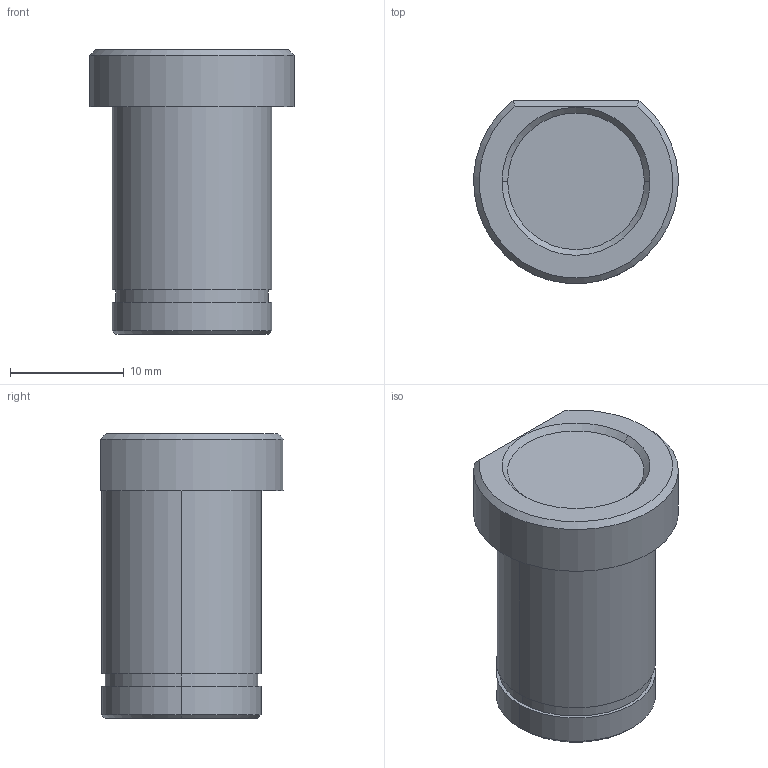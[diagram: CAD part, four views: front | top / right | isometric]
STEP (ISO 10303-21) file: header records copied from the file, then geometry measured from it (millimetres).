
FILE_DESCRIPTION(('Creo Elements/Direct Modeling STEP Export'),'2;1');
FILE_NAME('2023_Steckhülse_14x15.stp','2017-07-25T12:39:04',(''),(''),'Creo Elements/Direct Modeling STEP processor for AP214 (Solid Model)','Creo Elements/Direct Modeling 18.1E 22-Nov-2013 (C) Parametric Technology GmbH','');
FILE_SCHEMA(('AUTOMOTIVE_DESIGN { 1 0 10303 214 1 1 1 1 }'));
Length unit declared in the file: millimetre
Products named in the file (1): Gewindehülse
Bounding box: 17.97 x 16.07 x 25 mm (x, y, z)
Volume: 4157.1 mm3; surface area: 1675 mm2
Topology: 1 solids, 1 shells, 238 faces, 659 edges, 438 vertices
Faces by surface type: plane 224, cylinder 7, cone 7
Entity records: 7435 total; most frequent: CARTESIAN_POINT 1347, ORIENTED_EDGE 1318, DIRECTION 1134, EDGE_CURVE 659, VECTOR 632, LINE 632, VERTEX_POINT 438, EDGE_LOOP 253
